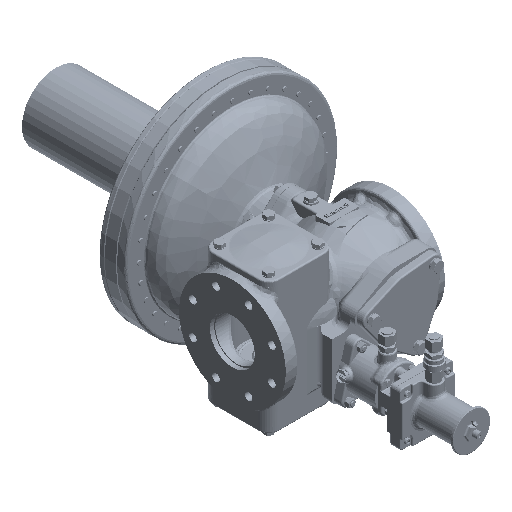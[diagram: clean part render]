
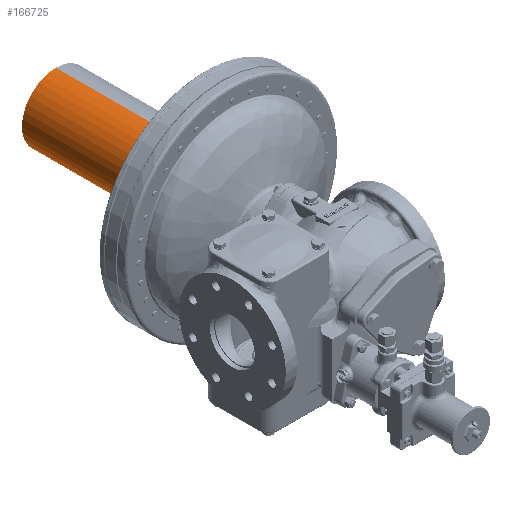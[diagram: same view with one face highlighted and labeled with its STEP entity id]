
A CAD part, isometric view. The second image highlights one B-rep face of the part: STEP entity #166725.
In plain terms, the highlighted cylindrical face has radius 63.5 mm (diameter 127 mm), a partial arc.
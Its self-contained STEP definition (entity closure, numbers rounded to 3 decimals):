
#4346 = CARTESIAN_POINT ( 'NONE',  ( 0., 545.28, 63.5 ) ) ;
#12051 = DIRECTION ( 'NONE',  ( 0., 0., -1. ) ) ;
#14711 = CARTESIAN_POINT ( 'NONE',  ( 0., 545.28, 63.5 ) ) ;
#15632 = DIRECTION ( 'NONE',  ( 0., 0., -1. ) ) ;
#27270 = VERTEX_POINT ( 'NONE', #128452 ) ;
#31482 = CARTESIAN_POINT ( 'NONE',  ( 0., 340.28, 63.5 ) ) ;
#32948 = ORIENTED_EDGE ( 'NONE', *, *, #52796, .F. ) ;
#37850 = VERTEX_POINT ( 'NONE', #14711 ) ;
#52796 = EDGE_CURVE ( 'NONE', #37850, #164936, #79818, .T. ) ;
#56105 = CIRCLE ( 'NONE', #209455, 63.5 ) ;
#66415 = DIRECTION ( 'NONE',  ( 0., -1., 0. ) ) ;
#79818 = LINE ( 'NONE', #4346, #222776 ) ;
#80328 = EDGE_LOOP ( 'NONE', ( #32948, #181064, #224931, #189013 ) ) ;
#81153 = FACE_OUTER_BOUND ( 'NONE', #80328, .T. ) ;
#95878 = CARTESIAN_POINT ( 'NONE',  ( 0., 545.28, -63.5 ) ) ;
#105136 = LINE ( 'NONE', #95878, #204262 ) ;
#119751 = EDGE_CURVE ( 'NONE', #37850, #187754, #56105, .T. ) ;
#127101 = DIRECTION ( 'NONE',  ( 0., 1., 0. ) ) ;
#128452 = CARTESIAN_POINT ( 'NONE',  ( 0., 340.28, -63.5 ) ) ;
#131808 = CIRCLE ( 'NONE', #183853, 63.5 ) ;
#133842 = EDGE_CURVE ( 'NONE', #187754, #27270, #105136, .T. ) ;
#134481 = DIRECTION ( 'NONE',  ( 0., -1., 0. ) ) ;
#149445 = EDGE_CURVE ( 'NONE', #27270, #164936, #131808, .T. ) ;
#150581 = DIRECTION ( 'NONE',  ( 0., -1., 0. ) ) ;
#164936 = VERTEX_POINT ( 'NONE', #31482 ) ;
#166725 = ADVANCED_FACE ( 'NONE', ( #81153 ), #168698, .T. ) ;
#168698 = CYLINDRICAL_SURFACE ( 'NONE', #236924, 63.5 ) ;
#178045 = CARTESIAN_POINT ( 'NONE',  ( 0., 545.28, 0. ) ) ;
#178143 = CARTESIAN_POINT ( 'NONE',  ( 0., 545.28, 0. ) ) ;
#181064 = ORIENTED_EDGE ( 'NONE', *, *, #119751, .T. ) ;
#183853 = AXIS2_PLACEMENT_3D ( 'NONE', #238613, #127101, #15632 ) ;
#187754 = VERTEX_POINT ( 'NONE', #217249 ) ;
#189013 = ORIENTED_EDGE ( 'NONE', *, *, #149445, .T. ) ;
#196717 = DIRECTION ( 'NONE',  ( 0., 0., -1. ) ) ;
#204262 = VECTOR ( 'NONE', #150581, 1000. ) ;
#209455 = AXIS2_PLACEMENT_3D ( 'NONE', #178045, #66415, #196717 ) ;
#217249 = CARTESIAN_POINT ( 'NONE',  ( 0., 545.28, -63.5 ) ) ;
#222776 = VECTOR ( 'NONE', #134481, 1000. ) ;
#224931 = ORIENTED_EDGE ( 'NONE', *, *, #133842, .T. ) ;
#235061 = DIRECTION ( 'NONE',  ( 0., -1., 0. ) ) ;
#236924 = AXIS2_PLACEMENT_3D ( 'NONE', #178143, #235061, #12051 ) ;
#238613 = CARTESIAN_POINT ( 'NONE',  ( 0., 340.28, 0. ) ) ;
